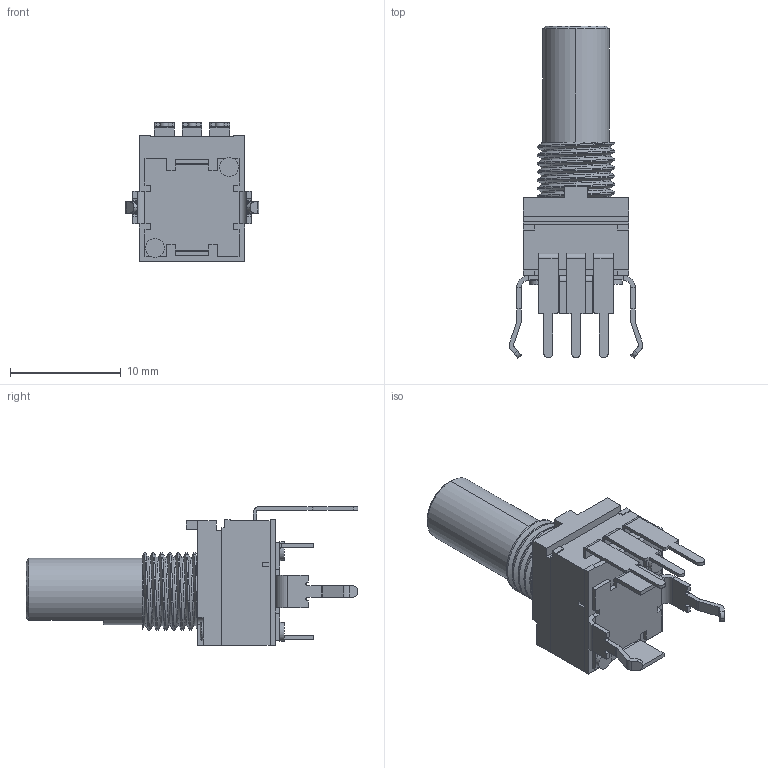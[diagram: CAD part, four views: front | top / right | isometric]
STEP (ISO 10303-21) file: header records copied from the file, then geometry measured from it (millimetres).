
FILE_DESCRIPTION (( 'STEP AP214' ), '1' );
FILE_NAME ('P0915N-FC15BR100K.STEP', '2020-11-10T08:26:17', ( '' ), ( '' ), 'SwSTEP 2.0', 'SolidWorks 2017', '' );
FILE_SCHEMA (( 'AUTOMOTIVE_DESIGN' ));
Length unit declared in the file: millimetre
Products named in the file (1): P0915N-FC15BR100K
Bounding box: 12.1 x 30 x 12.5 mm (x, y, z)
Volume: 1234.9 mm3; surface area: 1763.2 mm2
Topology: 12 solids, 12 shells, 264 faces, 673 edges, 436 vertices
Faces by surface type: plane 180, cylinder 68, torus 8, cone 5, bspline 3
Entity records: 9740 total; most frequent: CARTESIAN_POINT 3205, ORIENTED_EDGE 1346, DIRECTION 1300, EDGE_CURVE 673, LINE 494, VECTOR 494, VERTEX_POINT 436, AXIS2_PLACEMENT_3D 403
